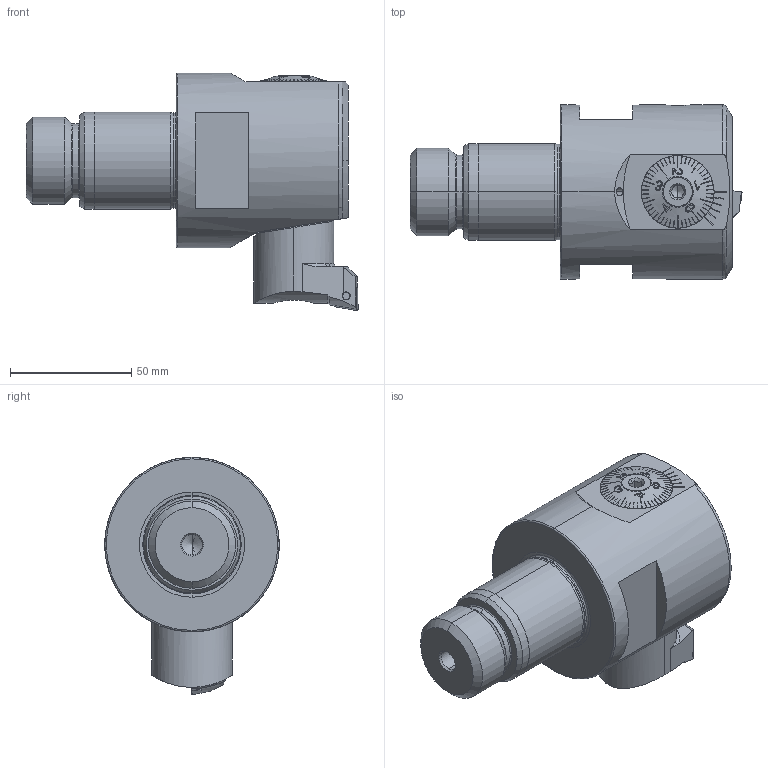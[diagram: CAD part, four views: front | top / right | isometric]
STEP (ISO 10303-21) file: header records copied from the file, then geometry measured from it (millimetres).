
FILE_DESCRIPTION (( 'STEP AP203' ), '1' );
FILE_NAME ('250.720.000C.STEP', '2018-02-26T14:43:07', ( 'SWIAdmin' ), ( 'Hewlett-Packard Company' ), 'SwSTEP 2.0', 'SolidWorks 2017', '' );
FILE_SCHEMA (( 'CONFIG_CONTROL_DESIGN' ));
Length unit declared in the file: millimetre
Products named in the file (19): 250.720.000C; F72-BG2.015.020_B; WCB-ER2.001.009_A; DIN 3771 - 25x1.5; F72-BG1.011.056_D; F72-BG1.014.056; F55-BG1.012.012_A; A55-BG3.011.033_A_gek〉zt; F72-BG1.011.056; Klebstoff D10; A55-BG2.013.005_C; F72-WCB.001.032_B_fertigbearbeitet; A55-BG2.012.006_B; CCMT09T304; A55-BG2.011.016_D; CA7-F72.K20.075_B; F72-WCB.001.032; F72-BG2.014.020_B; ISO 4026 - M10 x 16
Assembly tree (19 placements, depth 4):
  250.720.000C
    CA7-F72.K20.075_B
    ISO 4026 - M10 x 16
    WCB-ER2.001.009_A
    F72-BG1.014.056
      F72-BG1.011.056
        F72-BG1.011.056_D
        F55-BG1.012.012_A
      A55-BG2.013.005_C
      A55-BG2.012.006_B
      F72-BG2.015.020_B
        A55-BG2.011.016_D
        F72-BG2.014.020_B
      DIN 3771 - 25x1.5
    A55-BG3.011.033_A_gek〉zt
    Klebstoff D10
    F72-WCB.001.032
      F72-WCB.001.032_B_fertigbearbeitet
      CCMT09T304
      WCB-ER2.001.009_A
Bounding box: 137 x 72 x 97.88 mm (x, y, z)
Volume: 345734 mm3; surface area: 65650.3 mm2
Topology: 15 solids, 15 shells, 817 faces, 2108 edges, 1325 vertices
Faces by surface type: plane 322, cone 201, cylinder 169, torus 74, bspline 47, sphere 4
Entity records: 29058 total; most frequent: CARTESIAN_POINT 9010, ORIENTED_EDGE 3992, DIRECTION 3483, EDGE_CURVE 1996, AXIS2_PLACEMENT_3D 1369, VERTEX_POINT 1265, EDGE_LOOP 827, ADVANCED_FACE 778
